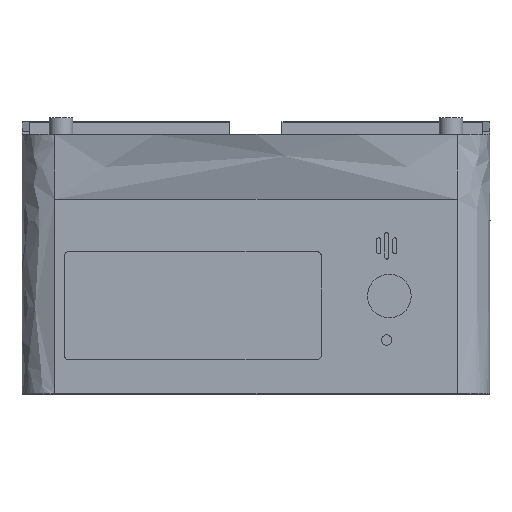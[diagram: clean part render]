
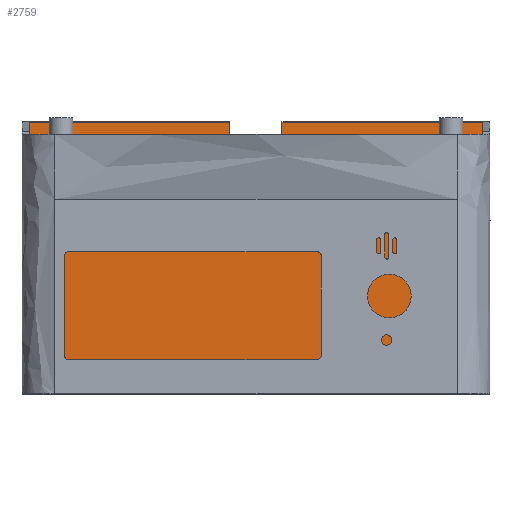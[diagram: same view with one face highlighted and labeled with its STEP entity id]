
A CAD part, top view. The second image highlights one B-rep face of the part: STEP entity #2759.
In plain terms, the highlighted planar face has unit normal (0, 0, 1).
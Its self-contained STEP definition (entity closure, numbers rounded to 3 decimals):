
#94=B_SPLINE_CURVE_WITH_KNOTS('',3,(#3872,#3873,#3874,#3875,#3876,#3877),
 .UNSPECIFIED.,.F.,.F.,(4,2,4),(1.873,4.986,9.17),
 .UNSPECIFIED.);
#95=B_SPLINE_CURVE_WITH_KNOTS('',3,(#3881,#3882,#3883,#3884,#3885,#3886),
 .UNSPECIFIED.,.F.,.F.,(4,2,4),(0.83,5.014,8.127),
 .UNSPECIFIED.);
#221=PLANE('',#2934);
#326=FACE_OUTER_BOUND('',#483,.T.);
#483=EDGE_LOOP('',(#1905,#1906,#1907,#1908,#1909,#1910,#1911,#1912,#1913,
#1914,#1915,#1916,#1917,#1918,#1919,#1920));
#702=LINE('',#3843,#910);
#706=LINE('',#3855,#914);
#707=LINE('',#3858,#915);
#710=LINE('',#3864,#918);
#711=LINE('',#3866,#919);
#712=LINE('',#3868,#920);
#713=LINE('',#3870,#921);
#714=LINE('',#3879,#922);
#715=LINE('',#3888,#923);
#716=LINE('',#3890,#924);
#717=LINE('',#3892,#925);
#718=LINE('',#3893,#926);
#910=VECTOR('',#3170,10.);
#914=VECTOR('',#3182,10.);
#915=VECTOR('',#3185,10.);
#918=VECTOR('',#3190,10.);
#919=VECTOR('',#3191,10.);
#920=VECTOR('',#3192,10.);
#921=VECTOR('',#3193,10.);
#922=VECTOR('',#3194,10.);
#923=VECTOR('',#3195,10.);
#924=VECTOR('',#3196,10.);
#925=VECTOR('',#3197,10.);
#926=VECTOR('',#3198,10.);
#1115=CIRCLE('',#2927,0.6);
#1117=CIRCLE('',#2931,0.6);
#1198=VERTEX_POINT('',#3833);
#1199=VERTEX_POINT('',#3835);
#1201=VERTEX_POINT('',#3841);
#1203=VERTEX_POINT('',#3847);
#1205=VERTEX_POINT('',#3853);
#1206=VERTEX_POINT('',#3857);
#1208=VERTEX_POINT('',#3863);
#1209=VERTEX_POINT('',#3865);
#1210=VERTEX_POINT('',#3867);
#1211=VERTEX_POINT('',#3869);
#1212=VERTEX_POINT('',#3871);
#1213=VERTEX_POINT('',#3878);
#1214=VERTEX_POINT('',#3880);
#1215=VERTEX_POINT('',#3887);
#1216=VERTEX_POINT('',#3889);
#1217=VERTEX_POINT('',#3891);
#1472=EDGE_CURVE('',#1198,#1199,#1115,.T.);
#1476=EDGE_CURVE('',#1198,#1201,#702,.T.);
#1479=EDGE_CURVE('',#1203,#1201,#1117,.T.);
#1482=EDGE_CURVE('',#1203,#1205,#706,.T.);
#1483=EDGE_CURVE('',#1206,#1199,#707,.T.);
#1486=EDGE_CURVE('',#1205,#1208,#710,.T.);
#1487=EDGE_CURVE('',#1209,#1208,#711,.T.);
#1488=EDGE_CURVE('',#1210,#1209,#712,.T.);
#1489=EDGE_CURVE('',#1210,#1211,#713,.T.);
#1490=EDGE_CURVE('',#1212,#1211,#94,.F.);
#1491=EDGE_CURVE('',#1212,#1213,#714,.T.);
#1492=EDGE_CURVE('',#1213,#1214,#95,.T.);
#1493=EDGE_CURVE('',#1214,#1215,#715,.T.);
#1494=EDGE_CURVE('',#1216,#1215,#716,.T.);
#1495=EDGE_CURVE('',#1217,#1216,#717,.T.);
#1496=EDGE_CURVE('',#1217,#1206,#718,.T.);
#1905=ORIENTED_EDGE('',*,*,#1483,.T.);
#1906=ORIENTED_EDGE('',*,*,#1472,.F.);
#1907=ORIENTED_EDGE('',*,*,#1476,.T.);
#1908=ORIENTED_EDGE('',*,*,#1479,.F.);
#1909=ORIENTED_EDGE('',*,*,#1482,.T.);
#1910=ORIENTED_EDGE('',*,*,#1486,.T.);
#1911=ORIENTED_EDGE('',*,*,#1487,.F.);
#1912=ORIENTED_EDGE('',*,*,#1488,.F.);
#1913=ORIENTED_EDGE('',*,*,#1489,.T.);
#1914=ORIENTED_EDGE('',*,*,#1490,.F.);
#1915=ORIENTED_EDGE('',*,*,#1491,.T.);
#1916=ORIENTED_EDGE('',*,*,#1492,.T.);
#1917=ORIENTED_EDGE('',*,*,#1493,.T.);
#1918=ORIENTED_EDGE('',*,*,#1494,.F.);
#1919=ORIENTED_EDGE('',*,*,#1495,.F.);
#1920=ORIENTED_EDGE('',*,*,#1496,.T.);
#2759=ADVANCED_FACE('',(#326),#221,.F.);
#2927=AXIS2_PLACEMENT_3D('',#3836,#3163,#3164);
#2931=AXIS2_PLACEMENT_3D('',#3849,#3176,#3177);
#2934=AXIS2_PLACEMENT_3D('',#3862,#3188,#3189);
#3163=DIRECTION('center_axis',(0.,0.,1.));
#3164=DIRECTION('ref_axis',(0.707,-0.707,0.));
#3170=DIRECTION('',(-1.,0.,0.));
#3176=DIRECTION('center_axis',(0.,0.,1.));
#3177=DIRECTION('ref_axis',(-0.707,-0.707,0.));
#3182=DIRECTION('',(0.,1.,0.));
#3185=DIRECTION('',(0.,-1.,0.));
#3188=DIRECTION('center_axis',(0.,0.,-1.));
#3189=DIRECTION('ref_axis',(-1.,0.,0.));
#3190=DIRECTION('',(-1.,0.,0.));
#3191=DIRECTION('',(0.,1.,0.));
#3192=DIRECTION('',(-1.,0.,0.));
#3193=DIRECTION('',(-0.672,-0.74,0.));
#3194=DIRECTION('',(1.,0.,0.));
#3195=DIRECTION('',(-0.672,0.74,0.));
#3196=DIRECTION('',(-1.,0.,0.));
#3197=DIRECTION('',(0.,-1.,0.));
#3198=DIRECTION('',(-1.,0.,0.));
#3833=CARTESIAN_POINT('',(84.4,100.99,-138.2));
#3835=CARTESIAN_POINT('',(85.,101.59,-138.2));
#3836=CARTESIAN_POINT('Origin',(84.4,101.59,-138.2));
#3841=CARTESIAN_POINT('',(65.6,100.99,-138.2));
#3843=CARTESIAN_POINT('',(115.,100.99,-138.2));
#3847=CARTESIAN_POINT('',(65.,101.59,-138.2));
#3849=CARTESIAN_POINT('Origin',(65.6,101.59,-138.2));
#3853=CARTESIAN_POINT('',(65.,107.503,-138.2));
#3855=CARTESIAN_POINT('',(65.,53.795,-138.2));
#3857=CARTESIAN_POINT('',(85.,107.503,-138.2));
#3858=CARTESIAN_POINT('',(85.,50.495,-138.2));
#3862=CARTESIAN_POINT('Origin',(165.,0.,-138.2));
#3863=CARTESIAN_POINT('',(-12.2,107.503,-138.2));
#3864=CARTESIAN_POINT('',(165.,107.503,-138.2));
#3865=CARTESIAN_POINT('',(-12.2,102.5,-138.2));
#3866=CARTESIAN_POINT('',(-12.2,103.773,-138.2));
#3867=CARTESIAN_POINT('',(4.8,102.5,-138.2));
#3868=CARTESIAN_POINT('',(120.,102.5,-138.2));
#3869=CARTESIAN_POINT('',(-12.2,83.774,-138.2));
#3870=CARTESIAN_POINT('',(4.8,102.5,-138.2));
#3871=CARTESIAN_POINT('',(-12.2,10.8,-138.2));
#3872=CARTESIAN_POINT('Ctrl Pts',(-12.2,83.774,-138.2));
#3873=CARTESIAN_POINT('Ctrl Pts',(-12.2,73.396,-138.2));
#3874=CARTESIAN_POINT('Ctrl Pts',(-12.2,63.017,-138.2));
#3875=CARTESIAN_POINT('Ctrl Pts',(-12.2,38.692,-138.2));
#3876=CARTESIAN_POINT('Ctrl Pts',(-12.2,24.746,-138.2));
#3877=CARTESIAN_POINT('Ctrl Pts',(-12.2,10.8,-138.2));
#3878=CARTESIAN_POINT('',(162.2,10.8,-138.2));
#3879=CARTESIAN_POINT('',(120.,10.8,-138.2));
#3880=CARTESIAN_POINT('',(162.2,83.774,-138.2));
#3881=CARTESIAN_POINT('Ctrl Pts',(162.2,10.8,-138.2));
#3882=CARTESIAN_POINT('Ctrl Pts',(162.2,24.746,-138.2));
#3883=CARTESIAN_POINT('Ctrl Pts',(162.2,38.692,-138.2));
#3884=CARTESIAN_POINT('Ctrl Pts',(162.2,63.017,-138.2));
#3885=CARTESIAN_POINT('Ctrl Pts',(162.2,73.396,-138.2));
#3886=CARTESIAN_POINT('Ctrl Pts',(162.2,83.774,-138.2));
#3887=CARTESIAN_POINT('',(145.2,102.5,-138.2));
#3888=CARTESIAN_POINT('',(145.2,102.5,-138.2));
#3889=CARTESIAN_POINT('',(162.2,102.5,-138.2));
#3890=CARTESIAN_POINT('',(120.,102.5,-138.2));
#3891=CARTESIAN_POINT('',(162.2,107.503,-138.2));
#3892=CARTESIAN_POINT('',(162.2,103.773,-138.2));
#3893=CARTESIAN_POINT('',(165.,107.503,-138.2));
